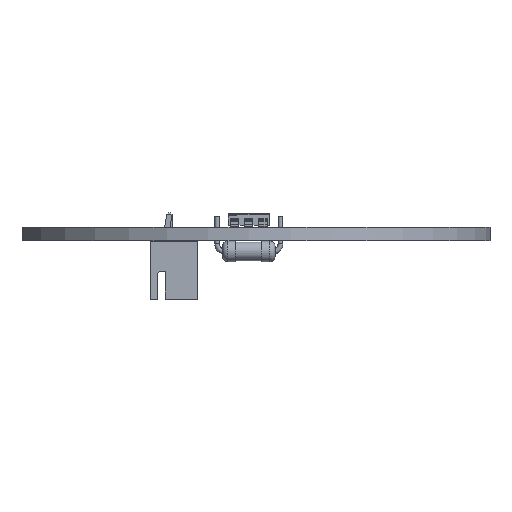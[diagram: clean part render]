
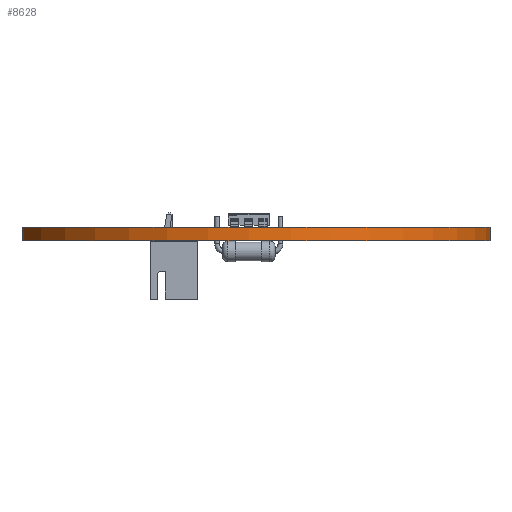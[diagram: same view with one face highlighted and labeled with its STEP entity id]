
A CAD part, front view. The second image highlights one B-rep face of the part: STEP entity #8628.
In plain terms, the highlighted cylindrical face has radius 29.002 mm (diameter 58.004 mm), a partial arc.
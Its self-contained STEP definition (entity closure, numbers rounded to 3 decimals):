
#8628 = ADVANCED_FACE('',(#8629),#8665,.T.);
#8629 = FACE_BOUND('',#8630,.T.);
#8630 = EDGE_LOOP('',(#8631,#8641,#8650,#8658));
#8631 = ORIENTED_EDGE('',*,*,#8632,.T.);
#8632 = EDGE_CURVE('',#8633,#8635,#8637,.T.);
#8633 = VERTEX_POINT('',#8634);
#8634 = CARTESIAN_POINT('',(73.046,-89.294,0.));
#8635 = VERTEX_POINT('',#8636);
#8636 = CARTESIAN_POINT('',(73.046,-89.294,1.6));
#8637 = LINE('',#8638,#8639);
#8638 = CARTESIAN_POINT('',(73.046,-89.294,0.));
#8639 = VECTOR('',#8640,1.);
#8640 = DIRECTION('',(0.,0.,1.));
#8641 = ORIENTED_EDGE('',*,*,#8642,.T.);
#8642 = EDGE_CURVE('',#8635,#8643,#8645,.T.);
#8643 = VERTEX_POINT('',#8644);
#8644 = CARTESIAN_POINT('',(72.854,-110.204,1.6));
#8645 = CIRCLE('',#8646,29.002);
#8646 = AXIS2_PLACEMENT_3D('',#8647,#8648,#8649);
#8647 = CARTESIAN_POINT('',(100.001,-99.997,1.6));
#8648 = DIRECTION('',(0.,0.,-1.));
#8649 = DIRECTION('',(-0.929,0.369,-0.));
#8650 = ORIENTED_EDGE('',*,*,#8651,.F.);
#8651 = EDGE_CURVE('',#8652,#8643,#8654,.T.);
#8652 = VERTEX_POINT('',#8653);
#8653 = CARTESIAN_POINT('',(72.854,-110.204,0.));
#8654 = LINE('',#8655,#8656);
#8655 = CARTESIAN_POINT('',(72.854,-110.204,0.));
#8656 = VECTOR('',#8657,1.);
#8657 = DIRECTION('',(0.,0.,1.));
#8658 = ORIENTED_EDGE('',*,*,#8659,.F.);
#8659 = EDGE_CURVE('',#8633,#8652,#8660,.T.);
#8660 = CIRCLE('',#8661,29.002);
#8661 = AXIS2_PLACEMENT_3D('',#8662,#8663,#8664);
#8662 = CARTESIAN_POINT('',(100.001,-99.997,0.));
#8663 = DIRECTION('',(0.,0.,-1.));
#8664 = DIRECTION('',(-0.929,0.369,-0.));
#8665 = CYLINDRICAL_SURFACE('',#8666,29.002);
#8666 = AXIS2_PLACEMENT_3D('',#8667,#8668,#8669);
#8667 = CARTESIAN_POINT('',(100.001,-99.997,0.));
#8668 = DIRECTION('',(0.,0.,-1.));
#8669 = DIRECTION('',(-0.929,0.369,-0.));
